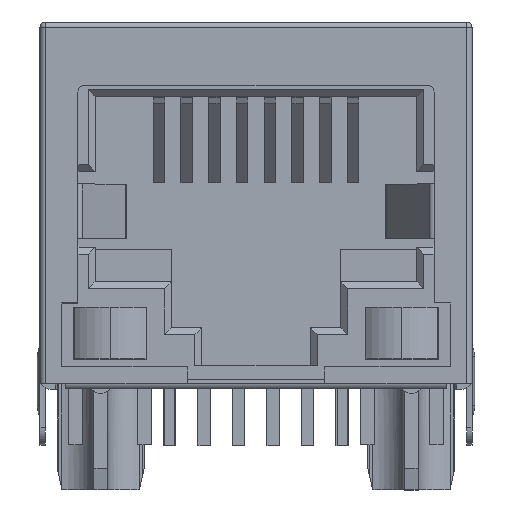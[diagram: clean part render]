
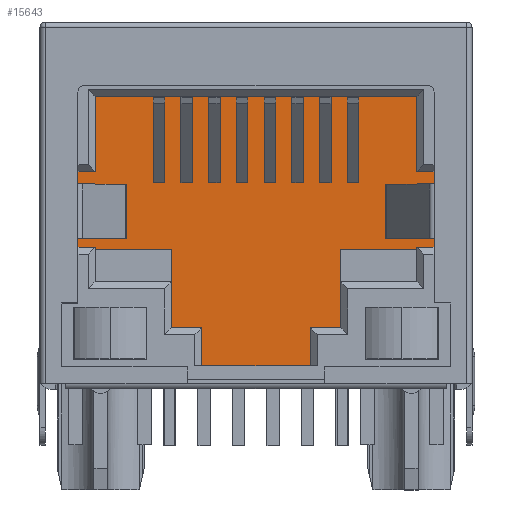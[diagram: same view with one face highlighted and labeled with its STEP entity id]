
A CAD part, top view. The second image highlights one B-rep face of the part: STEP entity #15643.
In plain terms, the highlighted planar face has unit normal (0, 0, 1).
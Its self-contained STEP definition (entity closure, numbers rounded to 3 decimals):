
#10 = VECTOR ( 'NONE', #14012, 1000. ) ;
#21 = VERTEX_POINT ( 'NONE', #4297 ) ;
#36 = ORIENTED_EDGE ( 'NONE', *, *, #9574, .T. ) ;
#326 = EDGE_CURVE ( 'NONE', #10868, #8955, #15365, .T. ) ;
#352 = LINE ( 'NONE', #15478, #14544 ) ;
#708 = LINE ( 'NONE', #6314, #1278 ) ;
#902 = VECTOR ( 'NONE', #9794, 1000. ) ;
#1278 = VECTOR ( 'NONE', #10260, 1000. ) ;
#1368 = EDGE_CURVE ( 'NONE', #2877, #21, #16712, .T. ) ;
#1384 = VERTEX_POINT ( 'NONE', #3539 ) ;
#1420 = ORIENTED_EDGE ( 'NONE', *, *, #1368, .T. ) ;
#1485 = DIRECTION ( 'NONE',  ( -1., 0., 0. ) ) ;
#1490 = ORIENTED_EDGE ( 'NONE', *, *, #6946, .T. ) ;
#1494 = EDGE_CURVE ( 'NONE', #11121, #14789, #11020, .T. ) ;
#1618 = DIRECTION ( 'NONE',  ( 0., 1., 0. ) ) ;
#1652 = VERTEX_POINT ( 'NONE', #9833 ) ;
#1914 = CARTESIAN_POINT ( 'NONE',  ( -5.92, 10.57, 0.775 ) ) ;
#2119 = EDGE_CURVE ( 'NONE', #8955, #2947, #7660, .T. ) ;
#2778 = ORIENTED_EDGE ( 'NONE', *, *, #13910, .T. ) ;
#2877 = VERTEX_POINT ( 'NONE', #13592 ) ;
#2878 = VECTOR ( 'NONE', #6183, 1000. ) ;
#2900 = ORIENTED_EDGE ( 'NONE', *, *, #8646, .T. ) ;
#2947 = VERTEX_POINT ( 'NONE', #7963 ) ;
#2970 = CARTESIAN_POINT ( 'NONE',  ( 5.92, 7.805, 0.775 ) ) ;
#2983 = VECTOR ( 'NONE', #17055, 1000. ) ;
#3539 = CARTESIAN_POINT ( 'NONE',  ( 5.92, 10.57, 0.775 ) ) ;
#3874 = VERTEX_POINT ( 'NONE', #12426 ) ;
#3946 = CARTESIAN_POINT ( 'NONE',  ( -5.92, 5.005, 0.775 ) ) ;
#3962 = VERTEX_POINT ( 'NONE', #17015 ) ;
#4060 = CARTESIAN_POINT ( 'NONE',  ( 3.12, 4.94, 0.775 ) ) ;
#4199 = CARTESIAN_POINT ( 'NONE',  ( -5.92, 3.74, 0.775 ) ) ;
#4297 = CARTESIAN_POINT ( 'NONE',  ( 3.12, 0.65, 0.775 ) ) ;
#4475 = DIRECTION ( 'NONE',  ( -1., 0., 0. ) ) ;
#4614 = ORIENTED_EDGE ( 'NONE', *, *, #14386, .T. ) ;
#4819 = EDGE_CURVE ( 'NONE', #21, #17535, #708, .T. ) ;
#4931 = DIRECTION ( 'NONE',  ( 1., 0., 0. ) ) ;
#5145 = AXIS2_PLACEMENT_3D ( 'NONE', #12746, #12474, #1485 ) ;
#5442 = CARTESIAN_POINT ( 'NONE',  ( -6.81, 5.005, 0.775 ) ) ;
#5620 = EDGE_CURVE ( 'NONE', #2947, #3962, #12094, .T. ) ;
#5644 = CARTESIAN_POINT ( 'NONE',  ( -6.81, 7.805, 0.775 ) ) ;
#5659 = LINE ( 'NONE', #15548, #6585 ) ;
#5707 = CARTESIAN_POINT ( 'NONE',  ( 5.92, 5.005, 0.775 ) ) ;
#6053 = EDGE_CURVE ( 'NONE', #1384, #17581, #352, .T. ) ;
#6183 = DIRECTION ( 'NONE',  ( 0., -1., 0. ) ) ;
#6287 = ORIENTED_EDGE ( 'NONE', *, *, #2119, .T. ) ;
#6314 = CARTESIAN_POINT ( 'NONE',  ( 3.12, 3.74, 0.775 ) ) ;
#6391 = VECTOR ( 'NONE', #7283, 1000. ) ;
#6441 = CARTESIAN_POINT ( 'NONE',  ( -3.12, 2.05, 0.775 ) ) ;
#6585 = VECTOR ( 'NONE', #8723, 1000. ) ;
#6858 = LINE ( 'NONE', #2970, #10687 ) ;
#6946 = EDGE_CURVE ( 'NONE', #12710, #13986, #17002, .T. ) ;
#7191 = FACE_OUTER_BOUND ( 'NONE', #10663, .T. ) ;
#7283 = DIRECTION ( 'NONE',  ( 1., 0., 0. ) ) ;
#7660 = LINE ( 'NONE', #11865, #13014 ) ;
#7791 = LINE ( 'NONE', #6441, #2878 ) ;
#7952 = DIRECTION ( 'NONE',  ( 0., -1., 0. ) ) ;
#7963 = CARTESIAN_POINT ( 'NONE',  ( 6.81, 5.005, 0.775 ) ) ;
#7966 = CARTESIAN_POINT ( 'NONE',  ( 0., 4.94, 0.775 ) ) ;
#7968 = VECTOR ( 'NONE', #12154, 1000. ) ;
#8240 = VECTOR ( 'NONE', #10744, 1000. ) ;
#8308 = LINE ( 'NONE', #13672, #11357 ) ;
#8646 = EDGE_CURVE ( 'NONE', #11231, #12710, #11560, .T. ) ;
#8723 = DIRECTION ( 'NONE',  ( -1., 0., 0. ) ) ;
#8912 = DIRECTION ( 'NONE',  ( 0., -1., 0. ) ) ;
#8955 = VERTEX_POINT ( 'NONE', #5707 ) ;
#9574 = EDGE_CURVE ( 'NONE', #17581, #11231, #8308, .T. ) ;
#9794 = DIRECTION ( 'NONE',  ( 0., 1., 0. ) ) ;
#9833 = CARTESIAN_POINT ( 'NONE',  ( 5.92, 7.805, 0.775 ) ) ;
#10260 = DIRECTION ( 'NONE',  ( 0., 1., 0. ) ) ;
#10646 = DIRECTION ( 'NONE',  ( -1., 0., 0. ) ) ;
#10663 = EDGE_LOOP ( 'NONE', ( #1420, #12119, #12211, #10822, #6287, #12340, #10946, #4614, #14293, #36, #2900, #1490, #14028, #15981, #17052, #2778 ) ) ;
#10687 = VECTOR ( 'NONE', #1618, 1000. ) ;
#10744 = DIRECTION ( 'NONE',  ( 0., 1., 0. ) ) ;
#10822 = ORIENTED_EDGE ( 'NONE', *, *, #326, .T. ) ;
#10868 = VERTEX_POINT ( 'NONE', #12064 ) ;
#10946 = ORIENTED_EDGE ( 'NONE', *, *, #15710, .T. ) ;
#11020 = LINE ( 'NONE', #17499, #12415 ) ;
#11121 = VERTEX_POINT ( 'NONE', #13450 ) ;
#11231 = VERTEX_POINT ( 'NONE', #12742 ) ;
#11357 = VECTOR ( 'NONE', #7952, 1000. ) ;
#11560 = LINE ( 'NONE', #14414, #2983 ) ;
#11804 = EDGE_CURVE ( 'NONE', #13986, #3874, #17472, .T. ) ;
#11865 = CARTESIAN_POINT ( 'NONE',  ( 6.81, 5.005, 0.775 ) ) ;
#12064 = CARTESIAN_POINT ( 'NONE',  ( 5.92, 4.94, 0.775 ) ) ;
#12094 = LINE ( 'NONE', #14964, #8240 ) ;
#12119 = ORIENTED_EDGE ( 'NONE', *, *, #4819, .T. ) ;
#12154 = DIRECTION ( 'NONE',  ( 1., 0., 0. ) ) ;
#12211 = ORIENTED_EDGE ( 'NONE', *, *, #15092, .F. ) ;
#12340 = ORIENTED_EDGE ( 'NONE', *, *, #5620, .T. ) ;
#12415 = VECTOR ( 'NONE', #13877, 1000. ) ;
#12426 = CARTESIAN_POINT ( 'NONE',  ( -5.92, 5.005, 0.775 ) ) ;
#12474 = DIRECTION ( 'NONE',  ( 0., 0., -1. ) ) ;
#12657 = PLANE ( 'NONE',  #5145 ) ;
#12710 = VERTEX_POINT ( 'NONE', #5644 ) ;
#12742 = CARTESIAN_POINT ( 'NONE',  ( -5.92, 7.805, 0.775 ) ) ;
#12746 = CARTESIAN_POINT ( 'NONE',  ( 0., 0., 0.775 ) ) ;
#12928 = CARTESIAN_POINT ( 'NONE',  ( 2., 0.65, 0.775 ) ) ;
#13014 = VECTOR ( 'NONE', #4931, 1000. ) ;
#13450 = CARTESIAN_POINT ( 'NONE',  ( -3.12, 4.94, 0.775 ) ) ;
#13592 = CARTESIAN_POINT ( 'NONE',  ( -3.12, 0.65, 0.775 ) ) ;
#13672 = CARTESIAN_POINT ( 'NONE',  ( -5.92, 10.57, 0.775 ) ) ;
#13877 = DIRECTION ( 'NONE',  ( -1., 0., 0. ) ) ;
#13910 = EDGE_CURVE ( 'NONE', #11121, #2877, #7791, .T. ) ;
#13986 = VERTEX_POINT ( 'NONE', #5442 ) ;
#14012 = DIRECTION ( 'NONE',  ( 0., -1., 0. ) ) ;
#14028 = ORIENTED_EDGE ( 'NONE', *, *, #11804, .T. ) ;
#14293 = ORIENTED_EDGE ( 'NONE', *, *, #6053, .T. ) ;
#14386 = EDGE_CURVE ( 'NONE', #1652, #1384, #6858, .T. ) ;
#14414 = CARTESIAN_POINT ( 'NONE',  ( -5.92, 7.805, 0.775 ) ) ;
#14544 = VECTOR ( 'NONE', #4475, 1000. ) ;
#14789 = VERTEX_POINT ( 'NONE', #15268 ) ;
#14964 = CARTESIAN_POINT ( 'NONE',  ( 6.81, 5.005, 0.775 ) ) ;
#15092 = EDGE_CURVE ( 'NONE', #10868, #17535, #16413, .T. ) ;
#15268 = CARTESIAN_POINT ( 'NONE',  ( -5.92, 4.94, 0.775 ) ) ;
#15365 = LINE ( 'NONE', #16444, #902 ) ;
#15478 = CARTESIAN_POINT ( 'NONE',  ( -5.92, 10.57, 0.775 ) ) ;
#15548 = CARTESIAN_POINT ( 'NONE',  ( 5.92, 7.805, 0.775 ) ) ;
#15567 = LINE ( 'NONE', #4199, #10 ) ;
#15643 = ADVANCED_FACE ( 'NONE', ( #7191 ), #12657, .F. ) ;
#15710 = EDGE_CURVE ( 'NONE', #3962, #1652, #5659, .T. ) ;
#15903 = CARTESIAN_POINT ( 'NONE',  ( -6.81, 5.005, 0.775 ) ) ;
#15981 = ORIENTED_EDGE ( 'NONE', *, *, #16837, .T. ) ;
#16413 = LINE ( 'NONE', #7966, #16761 ) ;
#16444 = CARTESIAN_POINT ( 'NONE',  ( 5.92, 3.74, 0.775 ) ) ;
#16712 = LINE ( 'NONE', #12928, #6391 ) ;
#16761 = VECTOR ( 'NONE', #10646, 1000. ) ;
#16837 = EDGE_CURVE ( 'NONE', #3874, #14789, #15567, .T. ) ;
#17002 = LINE ( 'NONE', #15903, #17466 ) ;
#17015 = CARTESIAN_POINT ( 'NONE',  ( 6.81, 7.805, 0.775 ) ) ;
#17052 = ORIENTED_EDGE ( 'NONE', *, *, #1494, .F. ) ;
#17055 = DIRECTION ( 'NONE',  ( -1., 0., 0. ) ) ;
#17466 = VECTOR ( 'NONE', #8912, 1000. ) ;
#17472 = LINE ( 'NONE', #3946, #7968 ) ;
#17499 = CARTESIAN_POINT ( 'NONE',  ( -3.15, 4.94, 0.775 ) ) ;
#17535 = VERTEX_POINT ( 'NONE', #4060 ) ;
#17581 = VERTEX_POINT ( 'NONE', #1914 ) ;
